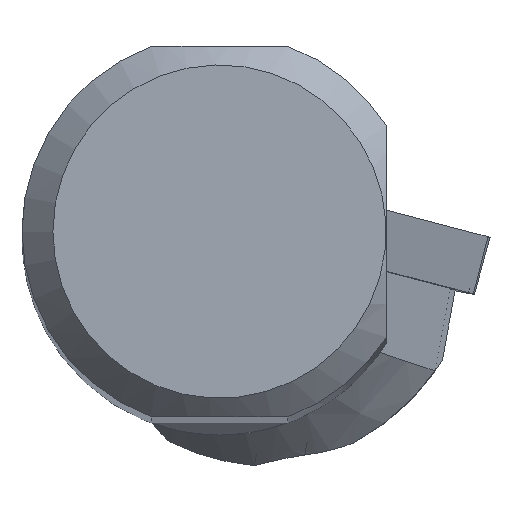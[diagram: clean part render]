
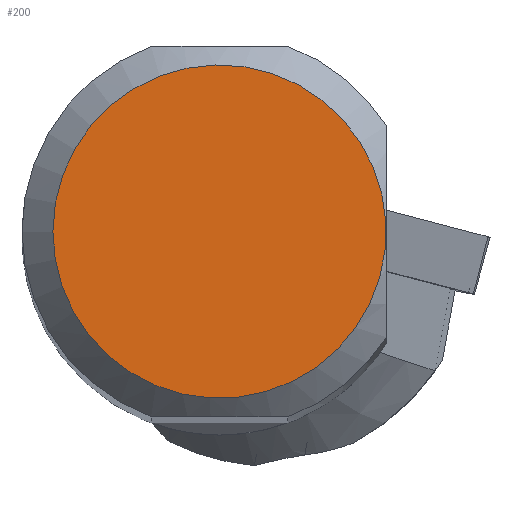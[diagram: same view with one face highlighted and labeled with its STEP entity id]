
A CAD part, top view. The second image highlights one B-rep face of the part: STEP entity #200.
In plain terms, the highlighted planar face has unit normal (0, 0, 1).
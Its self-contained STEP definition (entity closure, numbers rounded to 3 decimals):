
#158=FACE_OUTER_BOUND('',#389,.T.);
#200=ADVANCED_FACE('CU_SU_BP3',(#158),#232,.T.);
#232=PLANE('',#999);
#389=EDGE_LOOP('',(#541));
#541=ORIENTED_EDGE('',*,*,#800,.F.);
#706=VERTEX_POINT('',#1623);
#800=EDGE_CURVE('',#706,#706,#848,.T.);
#848=CIRCLE('',#998,13.489);
#998=AXIS2_PLACEMENT_3D('',#1622,#1210,#1211);
#999=AXIS2_PLACEMENT_3D('',#1624,#1212,#1213);
#1210=DIRECTION('',(0.,0.,-1.));
#1211=DIRECTION('',(-1.,0.,0.));
#1212=DIRECTION('',(0.,0.,1.));
#1213=DIRECTION('',(-1.,0.,0.));
#1622=CARTESIAN_POINT('',(0.,0.,0.));
#1623=CARTESIAN_POINT('',(-13.489,0.,0.));
#1624=CARTESIAN_POINT('',(0.,0.,
0.));
